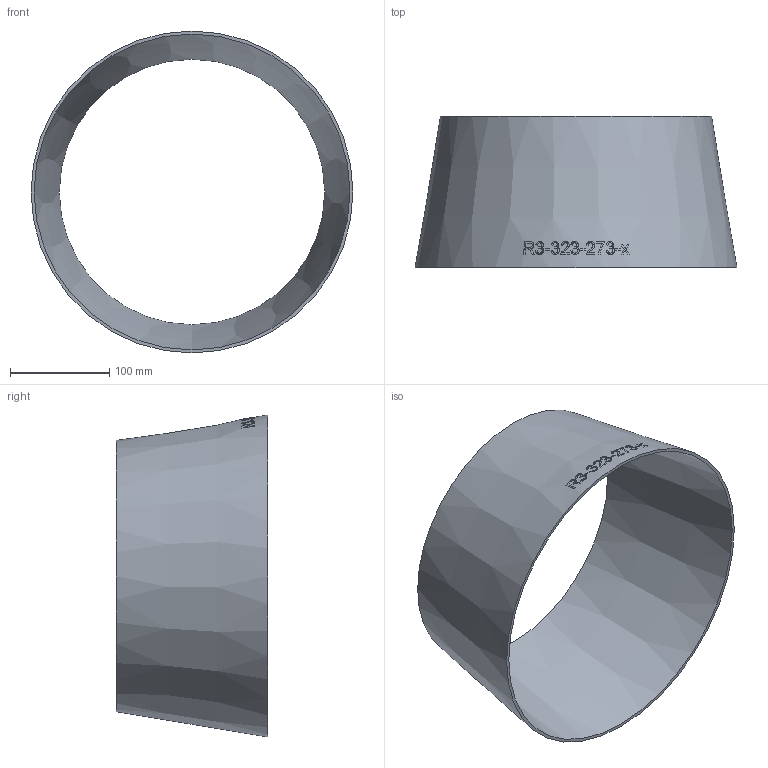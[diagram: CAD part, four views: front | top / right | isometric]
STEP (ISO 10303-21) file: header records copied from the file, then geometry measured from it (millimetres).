
FILE_DESCRIPTION (( 'STEP AP214' ), '1' );
FILE_NAME ('R3-323-273-x Reduzierung L=3(D-d) 2008.STEP', '2020-08-03T08:19:48', ( '' ), ( '' ), 'SwSTEP 2.0', 'SolidWorks 2019', '' );
FILE_SCHEMA (( 'AUTOMOTIVE_DESIGN' ));
Length unit declared in the file: millimetre
Products named in the file (1): R3-323-273-x Reduzierung L=3(D-d) 2008
Bounding box: 323.9 x 152 x 323.9 mm (x, y, z)
Volume: 430279.3 mm3; surface area: 291742.4 mm2
Topology: 1 solids, 1 shells, 165 faces, 450 edges, 300 vertices
Faces by surface type: bspline 148, cone 15, plane 2
Entity records: 31696 total; most frequent: CARTESIAN_POINT 27046, ORIENTED_EDGE 896, EDGE_CURVE 448, B_SPLINE_CURVE_WITH_KNOTS 444, VERTEX_POINT 300, EDGE_LOOP 182, FACE_OUTER_BOUND 165, ADVANCED_FACE 165
